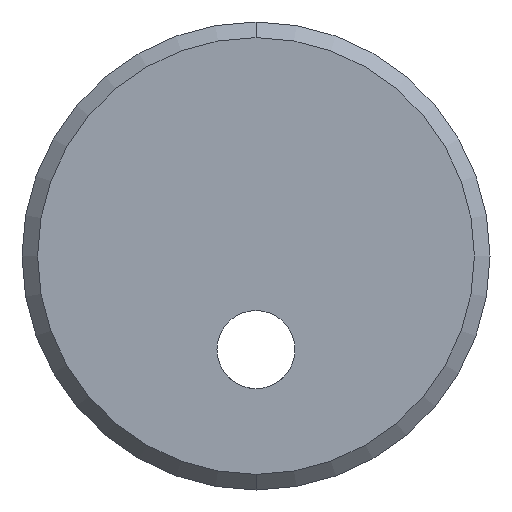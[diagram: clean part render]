
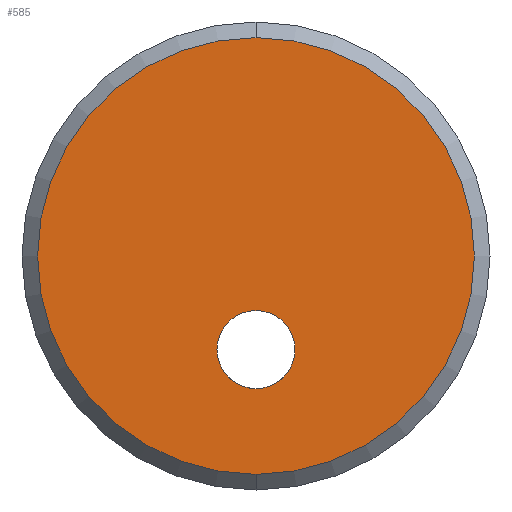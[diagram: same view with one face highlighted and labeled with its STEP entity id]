
A CAD part, front view. The second image highlights one B-rep face of the part: STEP entity #585.
In plain terms, the highlighted planar face has unit normal (0, -1, 0).
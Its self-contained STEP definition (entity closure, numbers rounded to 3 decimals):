
#4 = EDGE_LOOP ( 'NONE', ( #417, #499 ) ) ;
#28 = CIRCLE ( 'NONE', #419, 2.5 ) ;
#44 = CIRCLE ( 'NONE', #443, 14. ) ;
#46 = CIRCLE ( 'NONE', #648, 2.5 ) ;
#58 = FACE_BOUND ( 'NONE', #646, .T. ) ;
#63 = VERTEX_POINT ( 'NONE', #564 ) ;
#70 = CARTESIAN_POINT ( 'NONE',  ( 0., 0., 0. ) ) ;
#97 = DIRECTION ( 'NONE',  ( 0., -1., 0. ) ) ;
#107 = EDGE_CURVE ( 'NONE', #650, #109, #28, .T. ) ;
#109 = VERTEX_POINT ( 'NONE', #193 ) ;
#118 = EDGE_CURVE ( 'Ar�te2', #63, #154, #44, .T. ) ;
#143 = DIRECTION ( 'NONE',  ( 0., -1., 0. ) ) ;
#153 = DIRECTION ( 'NONE',  ( 0., -1., 0. ) ) ;
#154 = VERTEX_POINT ( 'NONE', #373 ) ;
#157 = AXIS2_PLACEMENT_3D ( 'NONE', #70, #402, #506 ) ;
#193 = CARTESIAN_POINT ( 'NONE',  ( 0., 0., -3.5 ) ) ;
#219 = DIRECTION ( 'NONE',  ( 0., 0., -1. ) ) ;
#221 = DIRECTION ( 'NONE',  ( 0., 0., -1. ) ) ;
#254 = EDGE_CURVE ( 'NONE', #109, #650, #46, .T. ) ;
#259 = AXIS2_PLACEMENT_3D ( 'NONE', #490, #336, #219 ) ;
#275 = CIRCLE ( 'NONE', #157, 14. ) ;
#294 = EDGE_CURVE ( 'Ar�te2', #154, #63, #275, .T. ) ;
#327 = ORIENTED_EDGE ( 'NONE', *, *, #254, .F. ) ;
#336 = DIRECTION ( 'NONE',  ( 0., -1., 0. ) ) ;
#373 = CARTESIAN_POINT ( 'NONE',  ( 0., 0., 14. ) ) ;
#402 = DIRECTION ( 'NONE',  ( 0., -1., 0. ) ) ;
#417 = ORIENTED_EDGE ( 'NONE', *, *, #294, .T. ) ;
#419 = AXIS2_PLACEMENT_3D ( 'NONE', #632, #97, #464 ) ;
#431 = FACE_OUTER_BOUND ( 'NONE', #4, .T. ) ;
#443 = AXIS2_PLACEMENT_3D ( 'NONE', #691, #143, #685 ) ;
#464 = DIRECTION ( 'NONE',  ( 0., 0., -1. ) ) ;
#490 = CARTESIAN_POINT ( 'NONE',  ( 14., 0., 0. ) ) ;
#499 = ORIENTED_EDGE ( 'NONE', *, *, #118, .T. ) ;
#500 = PLANE ( 'NONE',  #259 ) ;
#506 = DIRECTION ( 'NONE',  ( 0., 0., -1. ) ) ;
#517 = CARTESIAN_POINT ( 'NONE',  ( 0., 0., -8.5 ) ) ;
#564 = CARTESIAN_POINT ( 'NONE',  ( 0., 0., -14. ) ) ;
#585 = ADVANCED_FACE ( 'NONE', ( #58, #431 ), #500, .T. ) ;
#632 = CARTESIAN_POINT ( 'NONE',  ( 0., 0., -6. ) ) ;
#644 = CARTESIAN_POINT ( 'NONE',  ( 0., 0., -6. ) ) ;
#646 = EDGE_LOOP ( 'NONE', ( #660, #327 ) ) ;
#648 = AXIS2_PLACEMENT_3D ( 'NONE', #644, #153, #221 ) ;
#650 = VERTEX_POINT ( 'NONE', #517 ) ;
#660 = ORIENTED_EDGE ( 'NONE', *, *, #107, .F. ) ;
#685 = DIRECTION ( 'NONE',  ( 0., 0., -1. ) ) ;
#691 = CARTESIAN_POINT ( 'NONE',  ( 0., 0., 0. ) ) ;
